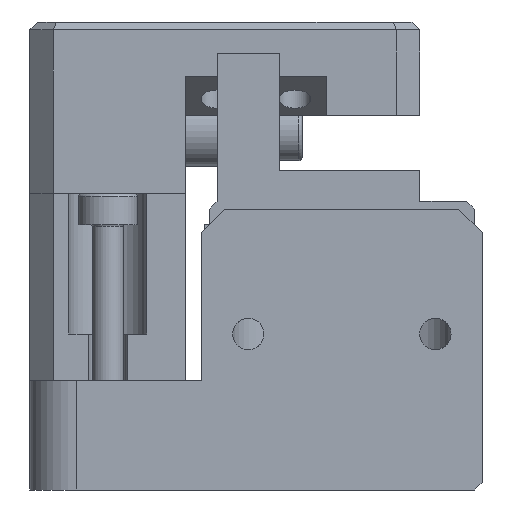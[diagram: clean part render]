
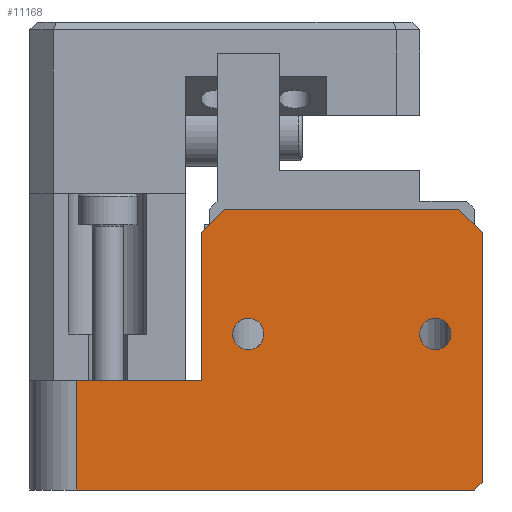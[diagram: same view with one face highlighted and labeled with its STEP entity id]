
A CAD part, left-side view. The second image highlights one B-rep face of the part: STEP entity #11168.
In plain terms, the highlighted planar face has unit normal (-1, 0, 0).
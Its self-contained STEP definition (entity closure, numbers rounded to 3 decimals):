
#726=LINE($,#16214,#1768);
#727=LINE($,#16216,#1769);
#728=LINE($,#16218,#1770);
#729=LINE($,#16220,#1771);
#730=LINE($,#16222,#1772);
#731=LINE($,#16224,#1773);
#732=LINE($,#16226,#1774);
#733=LINE($,#16228,#1775);
#734=LINE($,#16229,#1776);
#1768=VECTOR($,#13329,0.707);
#1769=VECTOR($,#13330,16.);
#1770=VECTOR($,#13331,2.121);
#1771=VECTOR($,#13332,15.);
#1772=VECTOR($,#13333,2.121);
#1773=VECTOR($,#13334,9.5);
#1774=VECTOR($,#13335,8.);
#1775=VECTOR($,#13336,7.);
#1776=VECTOR($,#13337,25.5);
#2670=PLANE($,#11972);
#3046=FACE_BOUND($,#4177,.T.);
#3047=FACE_BOUND($,#4178,.T.);
#3463=FACE_OUTER_BOUND($,#4176,.T.);
#4176=EDGE_LOOP($,(#8469,#8470,#8471,#8472,#8473,#8474,#8475,#8476,#8477));
#4177=EDGE_LOOP($,(#8478));
#4178=EDGE_LOOP($,(#8479));
#4911=CIRCLE($,#11973,1.007);
#4912=CIRCLE($,#11974,1.007);
#5337=VERTEX_POINT($,#16212);
#5338=VERTEX_POINT($,#16213);
#5339=VERTEX_POINT($,#16215);
#5340=VERTEX_POINT($,#16217);
#5341=VERTEX_POINT($,#16219);
#5342=VERTEX_POINT($,#16221);
#5343=VERTEX_POINT($,#16223);
#5344=VERTEX_POINT($,#16225);
#5345=VERTEX_POINT($,#16227);
#5346=VERTEX_POINT($,#16230);
#5347=VERTEX_POINT($,#16232);
#6545=EDGE_CURVE($,#5337,#5338,#726,.T.);
#6546=EDGE_CURVE($,#5339,#5337,#727,.T.);
#6547=EDGE_CURVE($,#5340,#5339,#728,.T.);
#6548=EDGE_CURVE($,#5341,#5340,#729,.T.);
#6549=EDGE_CURVE($,#5342,#5341,#730,.T.);
#6550=EDGE_CURVE($,#5342,#5343,#731,.T.);
#6551=EDGE_CURVE($,#5343,#5344,#732,.T.);
#6552=EDGE_CURVE($,#5345,#5344,#733,.T.);
#6553=EDGE_CURVE($,#5338,#5345,#734,.T.);
#6554=EDGE_CURVE($,#5346,#5346,#4911,.T.);
#6555=EDGE_CURVE($,#5347,#5347,#4912,.T.);
#8469=ORIENTED_EDGE($,*,*,#6545,.F.);
#8470=ORIENTED_EDGE($,*,*,#6546,.F.);
#8471=ORIENTED_EDGE($,*,*,#6547,.F.);
#8472=ORIENTED_EDGE($,*,*,#6548,.F.);
#8473=ORIENTED_EDGE($,*,*,#6549,.F.);
#8474=ORIENTED_EDGE($,*,*,#6550,.T.);
#8475=ORIENTED_EDGE($,*,*,#6551,.T.);
#8476=ORIENTED_EDGE($,*,*,#6552,.F.);
#8477=ORIENTED_EDGE($,*,*,#6553,.F.);
#8478=ORIENTED_EDGE($,*,*,#6554,.T.);
#8479=ORIENTED_EDGE($,*,*,#6555,.T.);
#11168=ADVANCED_FACE($,(#3463,#3046,#3047),#2670,.T.);
#11972=AXIS2_PLACEMENT_3D($,#16211,#13327,#13328);
#11973=AXIS2_PLACEMENT_3D($,#16231,#13338,#13339);
#11974=AXIS2_PLACEMENT_3D($,#16233,#13340,#13341);
#13327=DIRECTION('center_axis',(-1.,0.,0.));
#13328=DIRECTION('ref_axis',(0.,-1.,0.));
#13329=DIRECTION($,(0.,0.707,-0.707));
#13330=DIRECTION($,(0.,0.,-1.));
#13331=DIRECTION($,(0.,-0.707,-0.707));
#13332=DIRECTION($,(0.,-1.,0.));
#13333=DIRECTION($,(0.,-0.707,0.707));
#13334=DIRECTION($,(0.,0.,-1.));
#13335=DIRECTION($,(0.,1.,0.));
#13336=DIRECTION($,(0.,0.,1.));
#13337=DIRECTION($,(0.,1.,0.));
#13338=DIRECTION('center_axis',(1.,0.,0.));
#13339=DIRECTION('ref_axis',(0.,0.,1.));
#13340=DIRECTION('center_axis',(1.,0.,0.));
#13341=DIRECTION('ref_axis',(0.,0.,1.));
#16211=CARTESIAN_POINT('Origin',(17.459,51.267,-1.018));
#16212=CARTESIAN_POINT('',(17.459,22.267,-9.518));
#16213=CARTESIAN_POINT('',(17.459,22.767,-10.018));
#16214=CARTESIAN_POINT($,(17.459,27.517,-14.768));
#16215=CARTESIAN_POINT('',(17.459,22.267,6.482));
#16216=CARTESIAN_POINT($,(17.459,22.267,-1.018));
#16217=CARTESIAN_POINT('',(17.459,23.767,7.982));
#16218=CARTESIAN_POINT($,(17.459,28.017,12.232));
#16219=CARTESIAN_POINT('',(17.459,38.767,7.982));
#16220=CARTESIAN_POINT($,(17.459,51.267,7.982));
#16221=CARTESIAN_POINT('',(17.459,40.267,6.482));
#16222=CARTESIAN_POINT($,(17.459,44.517,2.232));
#16223=CARTESIAN_POINT('',(17.459,40.267,-3.018));
#16224=CARTESIAN_POINT($,(17.459,40.267,3.482));
#16225=CARTESIAN_POINT('',(17.459,48.267,-3.018));
#16226=CARTESIAN_POINT($,(17.459,48.517,-3.018));
#16227=CARTESIAN_POINT('',(17.459,48.267,-10.018));
#16228=CARTESIAN_POINT($,(17.459,48.267,-1.018));
#16229=CARTESIAN_POINT($,(17.459,51.267,-10.018));
#16230=CARTESIAN_POINT('',(17.459,37.267,0.989));
#16231=CARTESIAN_POINT('Origin',(17.459,37.267,-0.018));
#16232=CARTESIAN_POINT('',(17.459,25.267,0.989));
#16233=CARTESIAN_POINT('Origin',(17.459,25.267,-0.018));
